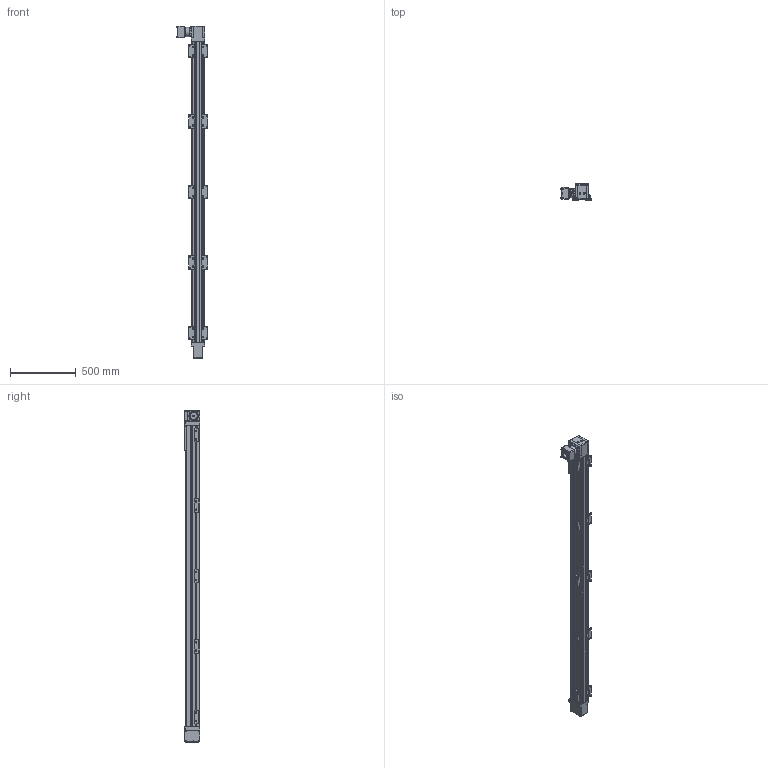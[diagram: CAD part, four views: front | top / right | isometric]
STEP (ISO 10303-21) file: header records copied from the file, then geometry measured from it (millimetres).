
FILE_DESCRIPTION (( 'STEP AP203' ), '1' );
FILE_NAME ('B3W20_BWS40_SK82.677_B3W-477266-1.step', '2024-12-20T16:22:11', ( '' ), ( '' ), 'SwSTEP 2.0', 'SolidWorks 2024', '' );
FILE_SCHEMA (( 'CONFIG_CONTROL_DESIGN' ));
Length unit declared in the file: inch
Products named in the file (5): B3W20_BWS40_SK82.677_B3W-477266-1; tempJoin4_45109055_B3W20_BWS40_SK82.677_B3W-477266-1; 34209006_B3W20_BWS40_SK82.677_B3W-477266-1; Base_B3W20_BWS40_SK82.677_B3W-477266-1; 34209070_B3W20_BWS40_SK82.677_B3W-477266-1
Assembly tree (8 placements, depth 2):
  B3W20_BWS40_SK82.677_B3W-477266-1
    34209070_B3W20_BWS40_SK82.677_B3W-477266-1
    34209006_B3W20_BWS40_SK82.677_B3W-477266-1  x5
    tempJoin4_45109055_B3W20_BWS40_SK82.677_B3W-477266-1
    Base_B3W20_BWS40_SK82.677_B3W-477266-1
Bounding box: 237.92 x 120.07 x 2531.8 mm (x, y, z)
Volume: 23647425.2 mm3; surface area: 2166015.8 mm2
Topology: 17 solids, 38 shells, 3297 faces, 8290 edges, 5371 vertices
Faces by surface type: plane 2209, cylinder 728, cone 224, bspline 66, torus 42, sphere 28
Full cylindrical faces by diameter (mm): 3.3 x6, 3.454 x1, 3.797 x8, 4 x1, 4.2 x1, 4.201 x4, 4.318 x1, 4.826 x4, 5 x22, 5.001 x4, 5.105 x20, 5.232 x8, 5.69 x4, 6 x4, 6.35 x22, 6.528 x4, 6.858 x8, 7 x1, 7.874 x4, 7.937 x2, 7.938 x22, 8.331 x40, 8.5 x16, 9.5 x8, 9.53 x12, 10 x12, 10.795 x4, 11.1 x8, 11.908 x20, 12.675 x1
Entity records: 62800 total; most frequent: CARTESIAN_POINT 15880, DIRECTION 9505, ORIENTED_EDGE 9058, EDGE_CURVE 4529, AXIS2_PLACEMENT_3D 3213, VECTOR 3079, LINE 3079, VERTEX_POINT 3066
